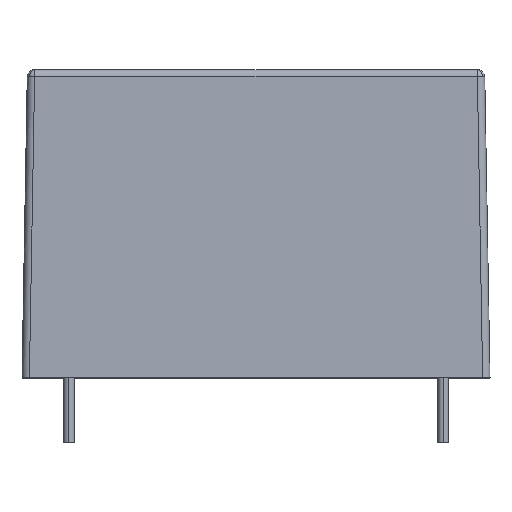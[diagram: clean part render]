
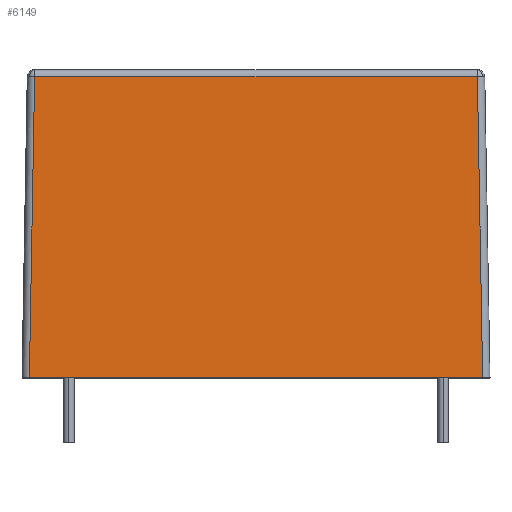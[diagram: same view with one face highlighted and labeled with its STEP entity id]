
A CAD part, top view. The second image highlights one B-rep face of the part: STEP entity #6149.
In plain terms, the highlighted face is planar.
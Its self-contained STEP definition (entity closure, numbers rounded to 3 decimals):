
#306 = LINE ( 'NONE', #3026, #1636 ) ;
#716 = ORIENTED_EDGE ( 'NONE', *, *, #3625, .F. ) ;
#1091 = LINE ( 'NONE', #8276, #3291 ) ;
#1636 = VECTOR ( 'NONE', #8138, 1000. ) ;
#1651 = DIRECTION ( 'NONE',  ( 1., 0., 0. ) ) ;
#1687 = EDGE_CURVE ( 'NONE', #8477, #5937, #3656, .T. ) ;
#2140 = EDGE_CURVE ( 'NONE', #2848, #5961, #5930, .T. ) ;
#2629 = CARTESIAN_POINT ( 'NONE',  ( 12.015, 12.415, -17.057 ) ) ;
#2848 = VERTEX_POINT ( 'NONE', #3096 ) ;
#2888 = DIRECTION ( 'NONE',  ( 0., 1., -0.017 ) ) ;
#2927 = CARTESIAN_POINT ( 'NONE',  ( 14.279, 12.7, -0.748 ) ) ;
#3026 = CARTESIAN_POINT ( 'NONE',  ( -12.3, 12.7, -0.75 ) ) ;
#3096 = CARTESIAN_POINT ( 'NONE',  ( 12.015, 12.415, -17.057 ) ) ;
#3291 = VECTOR ( 'NONE', #1651, 1000. ) ;
#3464 = EDGE_LOOP ( 'NONE', ( #6258, #4681, #4963, #716 ) ) ;
#3625 = EDGE_CURVE ( 'NONE', #8477, #2848, #1091, .T. ) ;
#3656 = LINE ( 'NONE', #6297, #6180 ) ;
#4681 = ORIENTED_EDGE ( 'NONE', *, *, #5705, .T. ) ;
#4963 = ORIENTED_EDGE ( 'NONE', *, *, #2140, .F. ) ;
#5288 = DIRECTION ( 'NONE',  ( 0.017, 0.017, 1. ) ) ;
#5705 = EDGE_CURVE ( 'NONE', #5937, #5961, #306, .T. ) ;
#5930 = LINE ( 'NONE', #2629, #8242 ) ;
#5937 = VERTEX_POINT ( 'NONE', #7086 ) ;
#5961 = VERTEX_POINT ( 'NONE', #6443 ) ;
#6149 = ADVANCED_FACE ( 'NONE', ( #8211 ), #6959, .T. ) ;
#6157 = CARTESIAN_POINT ( 'NONE',  ( -12.015, 12.415, -17.057 ) ) ;
#6180 = VECTOR ( 'NONE', #6980, 1000. ) ;
#6258 = ORIENTED_EDGE ( 'NONE', *, *, #1687, .T. ) ;
#6271 = DIRECTION ( 'NONE',  ( -1., 0., 0. ) ) ;
#6297 = CARTESIAN_POINT ( 'NONE',  ( -12.015, 12.415, -17.057 ) ) ;
#6443 = CARTESIAN_POINT ( 'NONE',  ( 12.3, 12.7, -0.75 ) ) ;
#6484 = AXIS2_PLACEMENT_3D ( 'NONE', #2927, #2888, #6271 ) ;
#6959 = PLANE ( 'NONE',  #6484 ) ;
#6980 = DIRECTION ( 'NONE',  ( -0.017, 0.017, 1. ) ) ;
#7086 = CARTESIAN_POINT ( 'NONE',  ( -12.3, 12.7, -0.75 ) ) ;
#8138 = DIRECTION ( 'NONE',  ( 1., 0., 0. ) ) ;
#8211 = FACE_OUTER_BOUND ( 'NONE', #3464, .T. ) ;
#8242 = VECTOR ( 'NONE', #5288, 1000. ) ;
#8276 = CARTESIAN_POINT ( 'NONE',  ( -12.015, 12.415, -17.057 ) ) ;
#8477 = VERTEX_POINT ( 'NONE', #6157 ) ;
